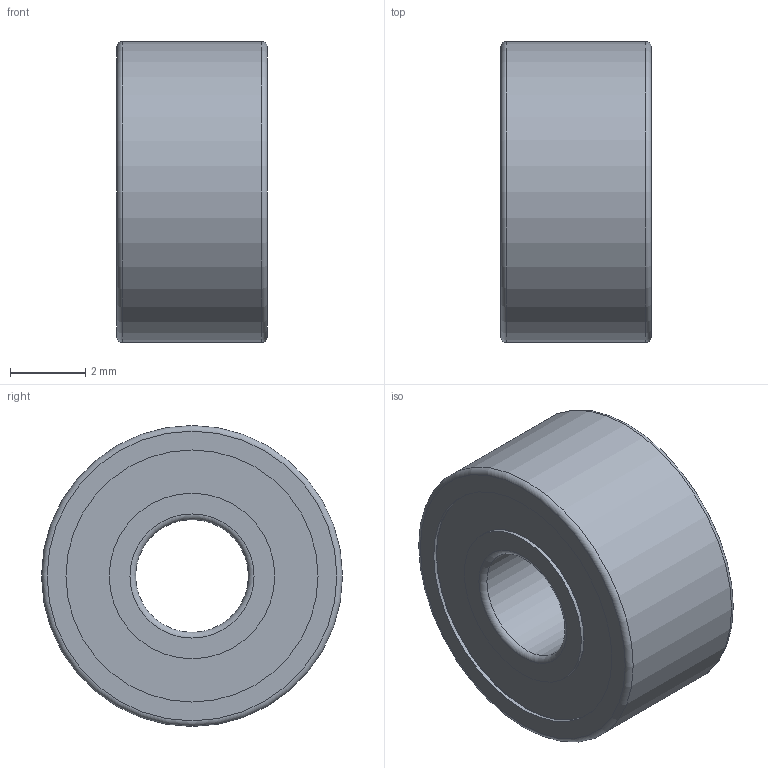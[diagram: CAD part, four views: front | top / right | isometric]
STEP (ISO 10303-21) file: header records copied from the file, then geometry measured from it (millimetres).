
FILE_DESCRIPTION (( 'STEP AP214' ), '1' );
FILE_NAME ('1142-Z1P-A.STEP', '2013-05-15T14:55:32', ( '3DAssist' ), ( '' ), 'SwSTEP 2.0', 'SolidWorks 2013', '' );
FILE_SCHEMA (( 'AUTOMOTIVE_DESIGN' ));
Length unit declared in the file: millimetre
Products named in the file (1): 1142-Z1P-A
Bounding box: 4 x 8 x 8 mm (x, y, z)
Volume: 87.3 mm3; surface area: 463.6 mm2
Topology: 1 solids, 6 shells, 40 faces, 102 edges, 68 vertices
Faces by surface type: cylinder 18, plane 8, sphere 8, torus 6
Full cylindrical faces by diameter (mm): 0.02 x8, 3 x1, 4.4 x4, 6.7 x4, 8 x1
Entity records: 1284 total; most frequent: CARTESIAN_POINT 577, DIRECTION 146, ORIENTED_EDGE 80, EDGE_LOOP 80, AXIS2_PLACEMENT_3D 73, FACE_OUTER_BOUND 64, VERTEX_POINT 40, EDGE_CURVE 40
